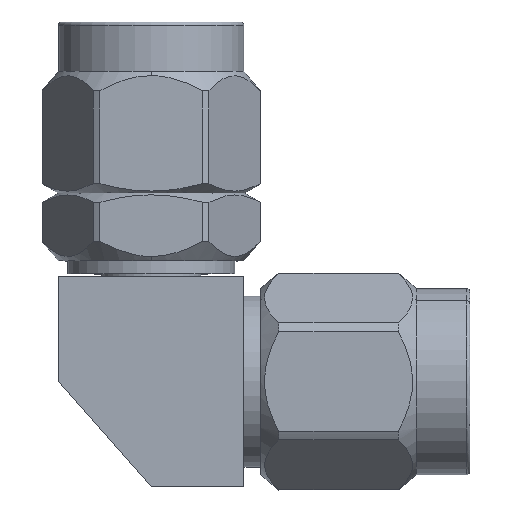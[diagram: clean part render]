
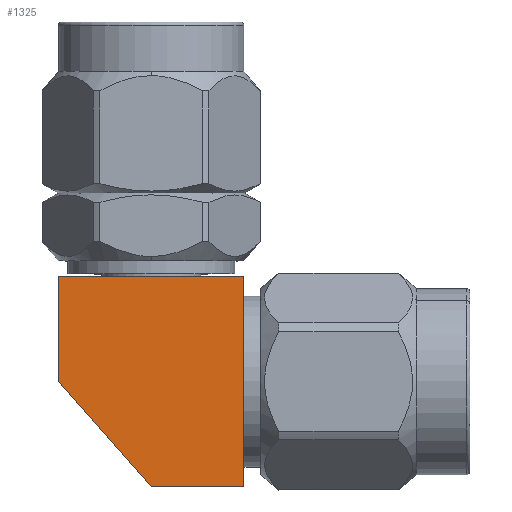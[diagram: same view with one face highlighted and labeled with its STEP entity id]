
A CAD part, top view. The second image highlights one B-rep face of the part: STEP entity #1325.
In plain terms, the highlighted planar face has unit normal (0, 0, 1).
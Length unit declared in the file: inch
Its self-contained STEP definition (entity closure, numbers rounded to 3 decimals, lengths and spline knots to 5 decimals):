
#35 = ORIENTED_EDGE ( 'NONE', *, *, #1668, .T. ) ;
#833 = EDGE_CURVE ( 'NONE', #4656, #5997, #5671, .T. ) ;
#1227 = VERTEX_POINT ( 'NONE', #5702 ) ;
#1291 = CARTESIAN_POINT ( 'NONE',  ( 0.15042, -0.17042, 0.155 ) ) ;
#1325 = ADVANCED_FACE ( 'NONE', ( #2102 ), #2012, .T. ) ;
#1668 = EDGE_CURVE ( 'NONE', #3169, #1227, #6188, .T. ) ;
#1690 = DIRECTION ( 'NONE',  ( -1., 0., 0. ) ) ;
#1890 = ORIENTED_EDGE ( 'NONE', *, *, #3933, .T. ) ;
#2012 = PLANE ( 'NONE',  #3185 ) ;
#2102 = FACE_OUTER_BOUND ( 'NONE', #3509, .T. ) ;
#2299 = CARTESIAN_POINT ( 'NONE',  ( 0.15042, 0.17042, 0.155 ) ) ;
#2648 = VECTOR ( 'NONE', #3302, 39.37008 ) ;
#2663 = VECTOR ( 'NONE', #1690, 39.37008 ) ;
#2700 = DIRECTION ( 'NONE',  ( 1., 0., 0. ) ) ;
#2837 = EDGE_CURVE ( 'NONE', #1227, #4656, #4160, .T. ) ;
#2860 = DIRECTION ( 'NONE',  ( 0., -1., 0. ) ) ;
#2998 = VECTOR ( 'NONE', #5031, 39.37008 ) ;
#3169 = VERTEX_POINT ( 'NONE', #5348 ) ;
#3185 = AXIS2_PLACEMENT_3D ( 'NONE', #5214, #5903, #2700 ) ;
#3302 = DIRECTION ( 'NONE',  ( 0.662, -0.75, 0. ) ) ;
#3309 = ORIENTED_EDGE ( 'NONE', *, *, #5368, .T. ) ;
#3509 = EDGE_LOOP ( 'NONE', ( #6184, #3309, #1890, #35, #5406 ) ) ;
#3801 = VECTOR ( 'NONE', #2860, 39.37008 ) ;
#3933 = EDGE_CURVE ( 'NONE', #6674, #3169, #4745, .T. ) ;
#3946 = CARTESIAN_POINT ( 'NONE',  ( -0.15042, 0., 0.155 ) ) ;
#4160 = LINE ( 'NONE', #1291, #2998 ) ;
#4479 = CARTESIAN_POINT ( 'NONE',  ( 0.15042, 0.17042, 0.155 ) ) ;
#4622 = CARTESIAN_POINT ( 'NONE',  ( 0., -0.17042, 0.155 ) ) ;
#4656 = VERTEX_POINT ( 'NONE', #4479 ) ;
#4658 = LINE ( 'NONE', #5512, #3801 ) ;
#4745 = LINE ( 'NONE', #6541, #2648 ) ;
#5031 = DIRECTION ( 'NONE',  ( 0., 1., 0. ) ) ;
#5214 = CARTESIAN_POINT ( 'NONE',  ( 0., 0., 0.155 ) ) ;
#5342 = CARTESIAN_POINT ( 'NONE',  ( -0.15042, 0.17042, 0.155 ) ) ;
#5348 = CARTESIAN_POINT ( 'NONE',  ( 0., -0.17042, 0.155 ) ) ;
#5368 = EDGE_CURVE ( 'NONE', #5997, #6674, #4658, .T. ) ;
#5406 = ORIENTED_EDGE ( 'NONE', *, *, #2837, .T. ) ;
#5426 = VECTOR ( 'NONE', #6705, 39.37008 ) ;
#5512 = CARTESIAN_POINT ( 'NONE',  ( -0.15042, 0.17042, 0.155 ) ) ;
#5671 = LINE ( 'NONE', #2299, #2663 ) ;
#5702 = CARTESIAN_POINT ( 'NONE',  ( 0.15042, -0.17042, 0.155 ) ) ;
#5903 = DIRECTION ( 'NONE',  ( 0., 0., 1. ) ) ;
#5997 = VERTEX_POINT ( 'NONE', #5342 ) ;
#6184 = ORIENTED_EDGE ( 'NONE', *, *, #833, .T. ) ;
#6188 = LINE ( 'NONE', #4622, #5426 ) ;
#6541 = CARTESIAN_POINT ( 'NONE',  ( -0.15042, 0., 0.155 ) ) ;
#6674 = VERTEX_POINT ( 'NONE', #3946 ) ;
#6705 = DIRECTION ( 'NONE',  ( 1., 0., 0. ) ) ;
